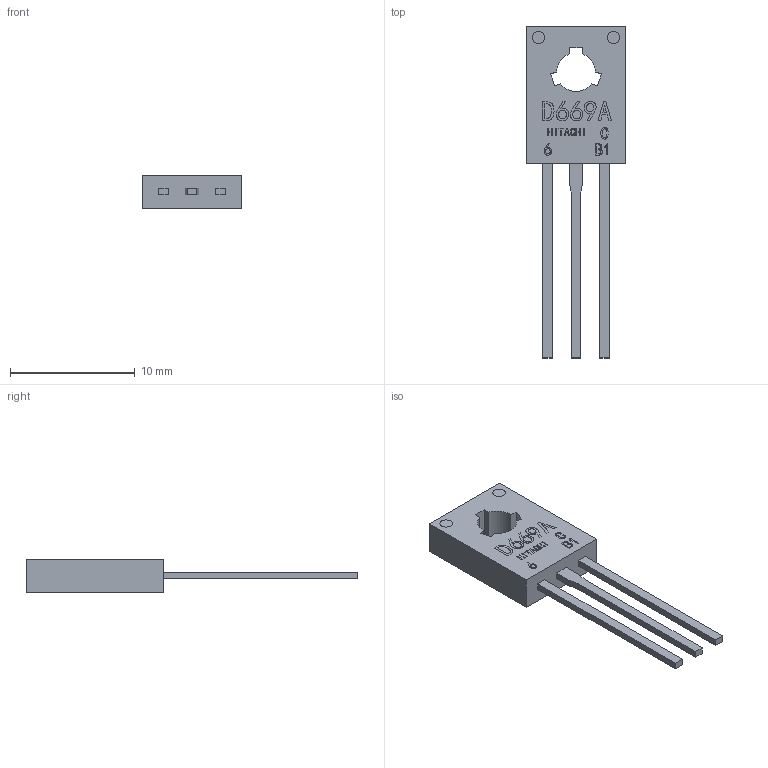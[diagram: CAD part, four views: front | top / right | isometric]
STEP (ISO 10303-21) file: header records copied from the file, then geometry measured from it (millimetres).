
FILE_DESCRIPTION (( 'STEP AP214' ), '1' );
FILE_NAME ('錨璃1.STEP', '2012-08-24T14:05:16', ( '' ), ( '' ), 'SwSTEP 2.0', 'SolidWorks 2012', '' );
FILE_SCHEMA (( 'AUTOMOTIVE_DESIGN' ));
Length unit declared in the file: millimetre
Products named in the file (1): 錨璃1
Bounding box: 8 x 26.6 x 2.7 mm (x, y, z)
Volume: 234.3 mm3; surface area: 421.8 mm2
Topology: 1 solids, 1 shells, 65 faces, 249 edges, 217 vertices
Faces by surface type: plane 62, cylinder 3
Entity records: 4257 total; most frequent: CARTESIAN_POINT 1573, ORIENTED_EDGE 498, DIRECTION 344, EDGE_CURVE 249, VERTEX_POINT 217, VECTOR 192, LINE 192, EDGE_LOOP 98
